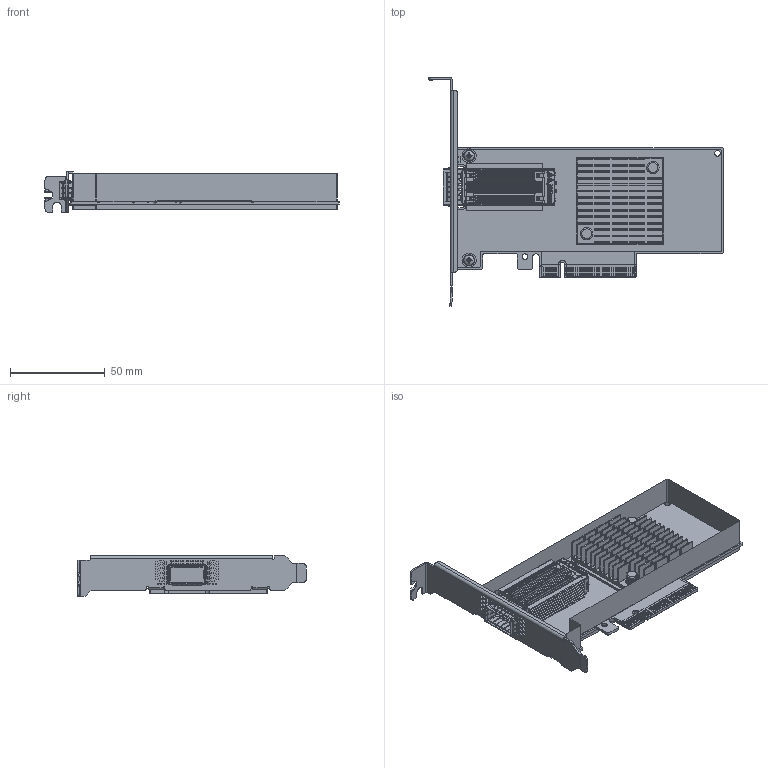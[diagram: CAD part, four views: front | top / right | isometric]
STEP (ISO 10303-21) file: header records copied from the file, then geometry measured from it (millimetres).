
FILE_DESCRIPTION(/* description */ ('CIRRUS-LX DOTAN SINGLE QSFP X8'),/* implementation_level */ '2;1');
FILE_NAME(/* name */ 'MCX4131A-BCAT_A200.stp',/* time_stamp */ '2015-10-18T15:57:59+03:00',/* author */ ('yossin'),/* organization */ (''),/* preprocessor_version */ 'ST-DEVELOPER v16.1',/* originating_system */ 'Autodesk Inventor 2016',/* authorisation */ '');
FILE_SCHEMA (('AUTOMOTIVE_DESIGN { 1 0 10303 214 3 1 1 }'));
Products named in the file (17): PCB001111; CON000674; CON001166; LED000040; CON000096; HOL000058; CAP000117; SFG001551; HSK000133; MEC005242; MEC005242_Conical_Sping_Closed_state; MEC005242_1; MEC010193; 303252022; #258514; SCR000104; SFG001552-DRW
Assembly tree (22 placements, depth 3):
  SFG001552-DRW
    SFG001551
      PCB001111
      CON000674
      CON001166
      LED000040
      CON000096
      HOL000058  x2
      CAP000117  x4
    HSK000133
    MEC005242_1  x2
      MEC005242
      MEC005242_Conical_Sping_Closed_state
    MEC010193
    SCR000104  x2
      303252022
      #258514
Bounding box: 155.76 x 121.05 x 21.59 mm (x, y, z)
Volume: 29302.4 mm3; surface area: 63374.8 mm2
Topology: 24 solids, 28 shells, 7958 faces, 22049 edges, 14209 vertices
Faces by surface type: plane 6200, cylinder 1449, bspline 227, cone 38, torus 34, sphere 10
Full cylindrical faces by diameter (mm): 1.05 x1, 1.55 x2, 2.3 x2, 2.8 x2, 2.845 x2, 3 x6, 3.05 x2, 3.2 x2, 4 x2, 5.563 x2, 6 x2, 6.2 x2, 6.5 x2, 7.5 x2, 10 x2
Entity records: 258657 total; most frequent: CARTESIAN_POINT 53317, ORIENTED_EDGE 43242, DIRECTION 39629, EDGE_CURVE 21663, LINE 17891, VECTOR 17891, VERTEX_POINT 13981, AXIS2_PLACEMENT_3D 10869
